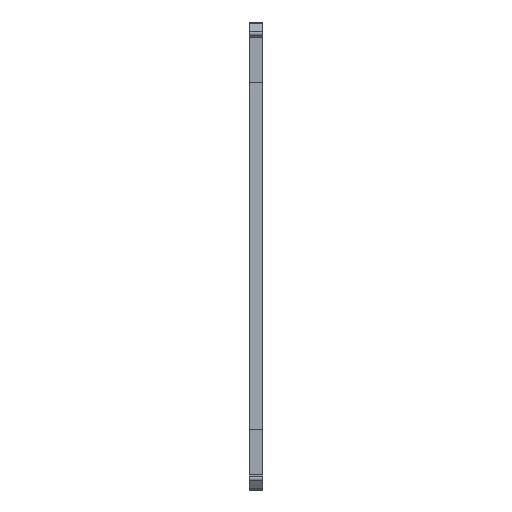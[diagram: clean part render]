
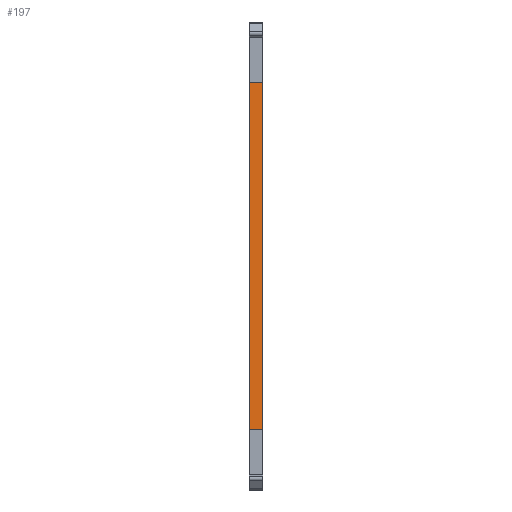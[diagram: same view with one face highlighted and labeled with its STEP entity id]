
A CAD part, left-side view. The second image highlights one B-rep face of the part: STEP entity #197.
In plain terms, the highlighted planar face has unit normal (-0.707, -0.707, 0).
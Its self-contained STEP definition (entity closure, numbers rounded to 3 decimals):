
#99=PLANE('',#2754);
#197=ADVANCED_FACE('',(#367),#99,.F.);
#367=FACE_OUTER_BOUND('',#497,.T.);
#497=EDGE_LOOP('',(#1518,#1519,#1520,#1521));
#744=LINE('',#4028,#1042);
#759=LINE('',#4057,#1057);
#760=LINE('',#4059,#1058);
#762=LINE('',#4063,#1060);
#1042=VECTOR('',#3183,1.);
#1057=VECTOR('',#3220,1.);
#1058=VECTOR('',#3223,1.);
#1060=VECTOR('',#3227,1.);
#1518=ORIENTED_EDGE('',*,*,#2428,.F.);
#1519=ORIENTED_EDGE('',*,*,#2412,.F.);
#1520=ORIENTED_EDGE('',*,*,#2427,.F.);
#1521=ORIENTED_EDGE('',*,*,#2430,.F.);
#2143=VERTEX_POINT('',#4027);
#2144=VERTEX_POINT('',#4029);
#2146=VERTEX_POINT('',#4056);
#2147=VERTEX_POINT('',#4060);
#2412=EDGE_CURVE('',#2143,#2144,#744,.T.);
#2427=EDGE_CURVE('',#2146,#2143,#759,.T.);
#2428=EDGE_CURVE('',#2144,#2147,#760,.T.);
#2430=EDGE_CURVE('',#2147,#2146,#762,.T.);
#2754=AXIS2_PLACEMENT_3D('',#4077,#3243,#3244);
#3183=DIRECTION('',(0.,0.,-1.));
#3220=DIRECTION('',(0.707,-0.707,0.));
#3223=DIRECTION('',(-0.707,0.707,0.));
#3227=DIRECTION('',(0.,0.,1.));
#3243=DIRECTION('',(0.707,0.707,0.));
#3244=DIRECTION('',(0.,0.,1.));
#4027=CARTESIAN_POINT('',(2.673,0.,68.));
#4028=CARTESIAN_POINT('',(2.673,0.,68.));
#4029=CARTESIAN_POINT('',(2.673,0.,0.));
#4056=CARTESIAN_POINT('',(0.,2.673,68.));
#4057=CARTESIAN_POINT('',(1.336,1.336,68.));
#4059=CARTESIAN_POINT('',(0.,2.673,0.));
#4060=CARTESIAN_POINT('',(0.,2.673,0.));
#4063=CARTESIAN_POINT('',(0.,2.673,68.));
#4077=CARTESIAN_POINT('',(0.,2.673,68.));
